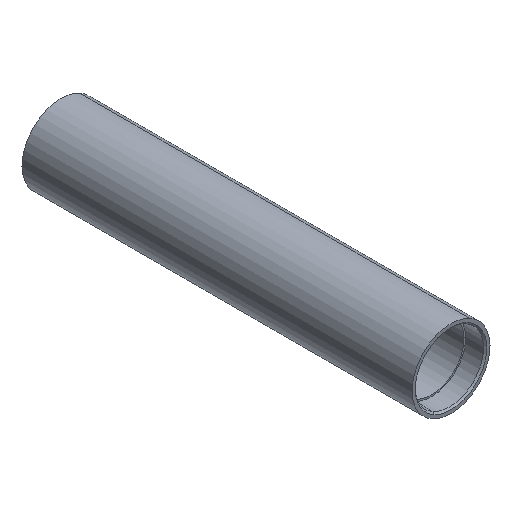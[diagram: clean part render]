
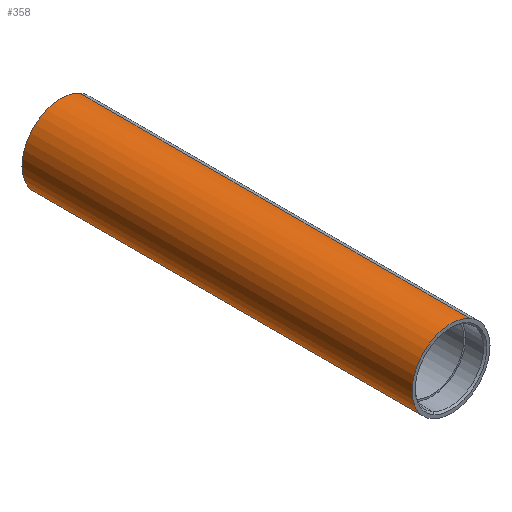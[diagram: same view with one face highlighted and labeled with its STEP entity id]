
A CAD part, isometric view. The second image highlights one B-rep face of the part: STEP entity #358.
In plain terms, the highlighted cylindrical face has radius 24 mm (diameter 48 mm), a partial arc.
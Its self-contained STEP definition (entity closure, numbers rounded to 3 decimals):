
#302=CARTESIAN_POINT('Axis2P3D Location',(0.,60.,0.)) ;
#311=CARTESIAN_POINT('Vertex',(11.506,120.,21.062)) ;
#313=CARTESIAN_POINT('Vertex',(-11.506,120.,-21.062)) ;
#316=CARTESIAN_POINT('Line Origine',(11.506,60.,21.062)) ;
#320=CARTESIAN_POINT('Vertex',(11.506,-120.,21.062)) ;
#327=CARTESIAN_POINT('Vertex',(-11.506,-120.,-21.062)) ;
#330=CARTESIAN_POINT('Line Origine',(-11.506,60.,-21.062)) ;
#342=CARTESIAN_POINT('Axis2P3D Location',(0.,120.,0.)) ;
#347=CARTESIAN_POINT('Axis2P3D Location',(0.,-120.,0.)) ;
#303=DIRECTION('Axis2P3D Direction',(0.,1.,0.)) ;
#304=DIRECTION('Axis2P3D XDirection',(0.479,-0.,0.878)) ;
#317=DIRECTION('Vector Direction',(0.,1.,0.)) ;
#331=DIRECTION('Vector Direction',(0.,1.,0.)) ;
#343=DIRECTION('Axis2P3D Direction',(0.,1.,0.)) ;
#348=DIRECTION('Axis2P3D Direction',(0.,1.,0.)) ;
#305=AXIS2_PLACEMENT_3D('Cylinder Axis2P3D',#302,#303,#304) ;
#344=AXIS2_PLACEMENT_3D('Circle Axis2P3D',#342,#343,$) ;
#349=AXIS2_PLACEMENT_3D('Circle Axis2P3D',#347,#348,$) ;
#353=ORIENTED_EDGE('',*,*,#346,.F.) ;
#354=ORIENTED_EDGE('',*,*,#334,.F.) ;
#355=ORIENTED_EDGE('',*,*,#351,.T.) ;
#356=ORIENTED_EDGE('',*,*,#322,.T.) ;
#318=VECTOR('Line Direction',#317,1.) ;
#332=VECTOR('Line Direction',#331,1.) ;
#358=ADVANCED_FACE('Corps principal',(#357),#306,.T.) ;
#345=CIRCLE('generated circle',#344,24.) ;
#350=CIRCLE('generated circle',#349,24.) ;
#306=CYLINDRICAL_SURFACE('generated cylinder',#305,24.) ;
#322=EDGE_CURVE('',#321,#312,#319,.T.) ;
#334=EDGE_CURVE('',#328,#314,#333,.T.) ;
#346=EDGE_CURVE('',#314,#312,#345,.T.) ;
#351=EDGE_CURVE('',#328,#321,#350,.T.) ;
#352=EDGE_LOOP('',(#353,#354,#355,#356)) ;
#357=FACE_OUTER_BOUND('',#352,.T.) ;
#319=LINE('Line',#316,#318) ;
#333=LINE('Line',#330,#332) ;
#312=VERTEX_POINT('',#311) ;
#314=VERTEX_POINT('',#313) ;
#321=VERTEX_POINT('',#320) ;
#328=VERTEX_POINT('',#327) ;
